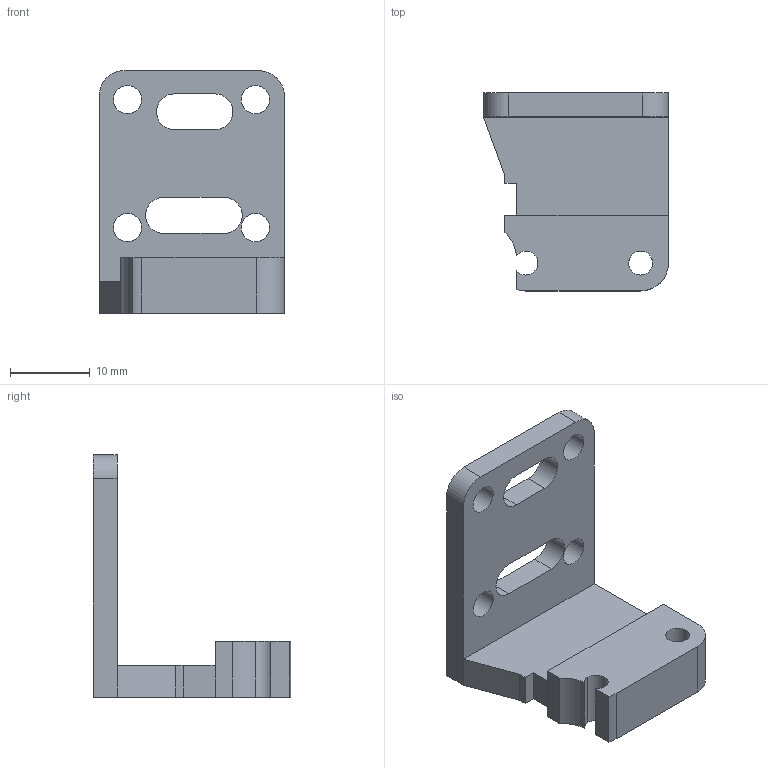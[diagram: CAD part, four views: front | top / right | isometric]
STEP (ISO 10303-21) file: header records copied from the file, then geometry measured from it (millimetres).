
FILE_DESCRIPTION(/* description */ (''),/* implementation_level */ '2;1');
FILE_NAME(/* name */ 'EncoderHolderType2.step',/* time_stamp */ '2025-09-09T17:27:37+01:00',/* author */ (''),/* organization */ (''),/* preprocessor_version */ 'ST-DEVELOPER v20.1',/* originating_system */ 'Autodesk Translation Framework v14.10.0.0',/* authorisation */ '');
FILE_SCHEMA (('AUTOMOTIVE_DESIGN { 1 0 10303 214 3 1 1 }'));
Length unit declared in the file: millimetre
Products named in the file (2): EncoderHolderType2; Component2
Assembly tree (1 placements, depth 2):
  EncoderHolderType2
    Component2
Bounding box: 23.2 x 24.8 x 30.43 mm (x, y, z)
Volume: 3929.8 mm3; surface area: 3048.5 mm2
Topology: 1 solids, 1 shells, 37 faces, 104 edges, 69 vertices
Faces by surface type: plane 20, cylinder 17
Full cylindrical faces by diameter (mm): 3 x1, 3.55 x4
Entity records: 1292 total; most frequent: DIRECTION 218, CARTESIAN_POINT 213, ORIENTED_EDGE 208, EDGE_CURVE 104, AXIS2_PLACEMENT_3D 74, LINE 70, VECTOR 70, VERTEX_POINT 69
